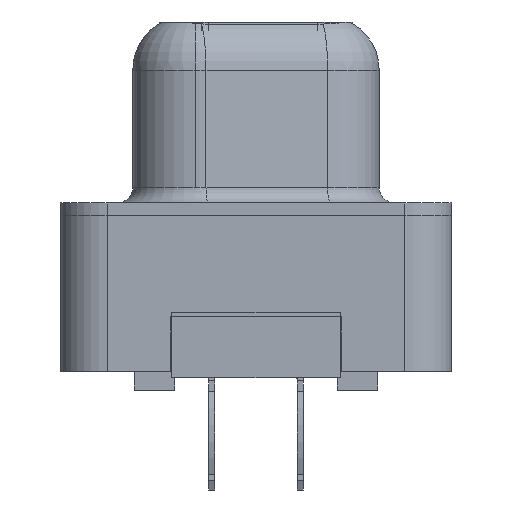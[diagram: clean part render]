
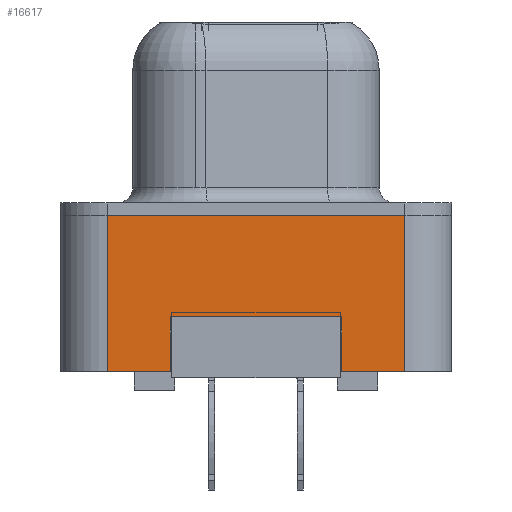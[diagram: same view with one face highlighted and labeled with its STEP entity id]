
A CAD part, left-side view. The second image highlights one B-rep face of the part: STEP entity #16617.
In plain terms, the highlighted planar face has unit normal (-1, 0, 0).
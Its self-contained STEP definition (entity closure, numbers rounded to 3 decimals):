
#191 = VECTOR ( 'NONE', #21474, 1000. ) ;
#233 = CARTESIAN_POINT ( 'NONE',  ( -2.91, -4.775, -5. ) ) ;
#825 = VERTEX_POINT ( 'NONE', #17819 ) ;
#953 = LINE ( 'NONE', #1070, #2906 ) ;
#1070 = CARTESIAN_POINT ( 'NONE',  ( -2.91, -4.775, 0. ) ) ;
#1245 = CARTESIAN_POINT ( 'NONE',  ( -2.91, -2.75, -3.25 ) ) ;
#1938 = LINE ( 'NONE', #21929, #10566 ) ;
#2179 = PLANE ( 'NONE',  #7708 ) ;
#2306 = DIRECTION ( 'NONE',  ( -1., 0., 0. ) ) ;
#2906 = VECTOR ( 'NONE', #4703, 1000. ) ;
#3645 = EDGE_CURVE ( 'NONE', #14959, #825, #18320, .T. ) ;
#3757 = DIRECTION ( 'NONE',  ( 0., -1., 0. ) ) ;
#4205 = EDGE_CURVE ( 'NONE', #7892, #825, #13157, .T. ) ;
#4226 = VERTEX_POINT ( 'NONE', #15353 ) ;
#4703 = DIRECTION ( 'NONE',  ( 0., -1., 0. ) ) ;
#5223 = VECTOR ( 'NONE', #18420, 1000. ) ;
#5786 = EDGE_CURVE ( 'NONE', #4226, #8769, #13042, .T. ) ;
#7708 = AXIS2_PLACEMENT_3D ( 'NONE', #20083, #2306, #10209 ) ;
#7892 = VERTEX_POINT ( 'NONE', #24673 ) ;
#8438 = DIRECTION ( 'NONE',  ( 0., -1., 0. ) ) ;
#8463 = VERTEX_POINT ( 'NONE', #23271 ) ;
#8769 = VERTEX_POINT ( 'NONE', #20258 ) ;
#8936 = EDGE_LOOP ( 'NONE', ( #13522, #20197, #11948, #10231, #10184, #15697, #23251, #15397 ) ) ;
#9519 = DIRECTION ( 'NONE',  ( 0., 0., -1. ) ) ;
#10184 = ORIENTED_EDGE ( 'NONE', *, *, #19073, .F. ) ;
#10209 = DIRECTION ( 'NONE',  ( 0., 0., 1. ) ) ;
#10231 = ORIENTED_EDGE ( 'NONE', *, *, #22297, .F. ) ;
#10483 = LINE ( 'NONE', #20110, #5223 ) ;
#10566 = VECTOR ( 'NONE', #3757, 1000. ) ;
#11256 = VERTEX_POINT ( 'NONE', #23484 ) ;
#11673 = VECTOR ( 'NONE', #9519, 1000. ) ;
#11948 = ORIENTED_EDGE ( 'NONE', *, *, #14736, .T. ) ;
#13042 = LINE ( 'NONE', #1245, #23422 ) ;
#13157 = LINE ( 'NONE', #17077, #11673 ) ;
#13489 = CARTESIAN_POINT ( 'NONE',  ( -2.91, 4.775, -5. ) ) ;
#13522 = ORIENTED_EDGE ( 'NONE', *, *, #5786, .T. ) ;
#13757 = VECTOR ( 'NONE', #8438, 1000. ) ;
#14272 = CARTESIAN_POINT ( 'NONE',  ( -2.91, -4.775, -5. ) ) ;
#14736 = EDGE_CURVE ( 'NONE', #22456, #8463, #25638, .T. ) ;
#14959 = VERTEX_POINT ( 'NONE', #13489 ) ;
#15191 = EDGE_CURVE ( 'NONE', #8769, #22456, #1938, .T. ) ;
#15353 = CARTESIAN_POINT ( 'NONE',  ( -2.91, -2.75, -3.25 ) ) ;
#15397 = ORIENTED_EDGE ( 'NONE', *, *, #15655, .F. ) ;
#15655 = EDGE_CURVE ( 'NONE', #4226, #7892, #10483, .T. ) ;
#15697 = ORIENTED_EDGE ( 'NONE', *, *, #3645, .T. ) ;
#15869 = CARTESIAN_POINT ( 'NONE',  ( -2.91, -4.775, -5. ) ) ;
#16617 = ADVANCED_FACE ( 'NONE', ( #19951 ), #2179, .T. ) ;
#17051 = LINE ( 'NONE', #24969, #17753 ) ;
#17077 = CARTESIAN_POINT ( 'NONE',  ( -2.91, 2.75, -3.25 ) ) ;
#17753 = VECTOR ( 'NONE', #19239, 1000. ) ;
#17819 = CARTESIAN_POINT ( 'NONE',  ( -2.91, 2.75, -5. ) ) ;
#18320 = LINE ( 'NONE', #14272, #13757 ) ;
#18420 = DIRECTION ( 'NONE',  ( 0., 1., 0. ) ) ;
#19073 = EDGE_CURVE ( 'NONE', #14959, #11256, #17051, .T. ) ;
#19239 = DIRECTION ( 'NONE',  ( 0., 0., 1. ) ) ;
#19951 = FACE_OUTER_BOUND ( 'NONE', #8936, .T. ) ;
#20083 = CARTESIAN_POINT ( 'NONE',  ( -2.91, -4.775, -5. ) ) ;
#20110 = CARTESIAN_POINT ( 'NONE',  ( -2.91, 2.75, -3.25 ) ) ;
#20197 = ORIENTED_EDGE ( 'NONE', *, *, #15191, .T. ) ;
#20258 = CARTESIAN_POINT ( 'NONE',  ( -2.91, -2.75, -5. ) ) ;
#21474 = DIRECTION ( 'NONE',  ( 0., 0., 1. ) ) ;
#21929 = CARTESIAN_POINT ( 'NONE',  ( -2.91, -4.775, -5. ) ) ;
#22297 = EDGE_CURVE ( 'NONE', #11256, #8463, #953, .T. ) ;
#22456 = VERTEX_POINT ( 'NONE', #233 ) ;
#23047 = DIRECTION ( 'NONE',  ( 0., 0., -1. ) ) ;
#23251 = ORIENTED_EDGE ( 'NONE', *, *, #4205, .F. ) ;
#23271 = CARTESIAN_POINT ( 'NONE',  ( -2.91, -4.775, 0. ) ) ;
#23422 = VECTOR ( 'NONE', #23047, 1000. ) ;
#23484 = CARTESIAN_POINT ( 'NONE',  ( -2.91, 4.775, 0. ) ) ;
#24673 = CARTESIAN_POINT ( 'NONE',  ( -2.91, 2.75, -3.25 ) ) ;
#24969 = CARTESIAN_POINT ( 'NONE',  ( -2.91, 4.775, -5. ) ) ;
#25638 = LINE ( 'NONE', #15869, #191 ) ;
